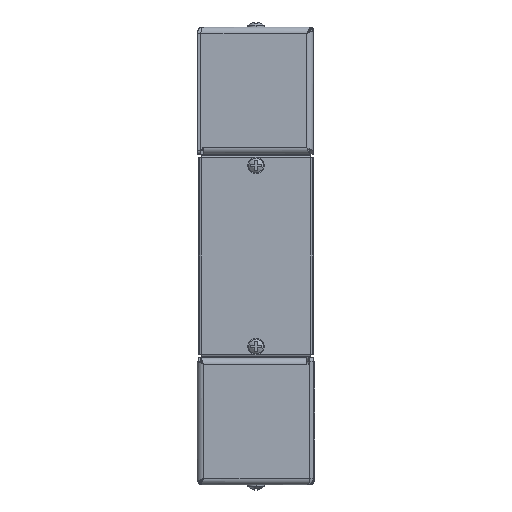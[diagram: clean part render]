
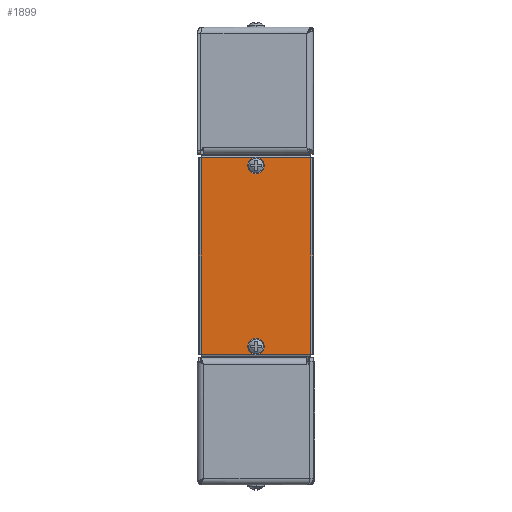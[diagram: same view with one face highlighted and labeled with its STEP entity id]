
A CAD part, left-side view. The second image highlights one B-rep face of the part: STEP entity #1899.
In plain terms, the highlighted face is planar.
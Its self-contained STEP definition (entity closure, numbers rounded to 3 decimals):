
#58 = DIRECTION ( 'NONE',  ( -1., 0., 0. ) ) ;
#135 = CARTESIAN_POINT ( 'NONE',  ( 172., 0., -1. ) ) ;
#278 = ORIENTED_EDGE ( 'NONE', *, *, #8828, .F. ) ;
#407 = ORIENTED_EDGE ( 'NONE', *, *, #1868, .F. ) ;
#449 = AXIS2_PLACEMENT_3D ( 'NONE', #662, #3689, #5257 ) ;
#567 = DIRECTION ( 'NONE',  ( 0., -1., 0. ) ) ;
#622 = PLANE ( 'NONE',  #4995 ) ;
#662 = CARTESIAN_POINT ( 'NONE',  ( 6.9, 48., -1. ) ) ;
#663 = ORIENTED_EDGE ( 'NONE', *, *, #9234, .F. ) ;
#867 = VERTEX_POINT ( 'NONE', #5467 ) ;
#1270 = DIRECTION ( 'NONE',  ( 0., 1., 0. ) ) ;
#1287 = AXIS2_PLACEMENT_3D ( 'NONE', #7153, #7889, #8082 ) ;
#1381 = EDGE_LOOP ( 'NONE', ( #9605, #663 ) ) ;
#1383 = CARTESIAN_POINT ( 'NONE',  ( 0., 0., -1. ) ) ;
#1396 = ORIENTED_EDGE ( 'NONE', *, *, #6301, .F. ) ;
#1479 = EDGE_CURVE ( 'NONE', #1849, #8536, #3615, .T. ) ;
#1650 = CARTESIAN_POINT ( 'NONE',  ( 0., 96., -1. ) ) ;
#1849 = VERTEX_POINT ( 'NONE', #6552 ) ;
#1868 = EDGE_CURVE ( 'NONE', #867, #5943, #2809, .T. ) ;
#1899 = ADVANCED_FACE ( 'NONE', ( #8764, #4382, #7385 ), #622, .T. ) ;
#1971 = LINE ( 'NONE', #3506, #4921 ) ;
#2118 = CARTESIAN_POINT ( 'NONE',  ( 165.1, 48., -1. ) ) ;
#2218 = DIRECTION ( 'NONE',  ( 0., 0., -1. ) ) ;
#2809 = CIRCLE ( 'NONE', #3586, 3.25 ) ;
#2837 = CIRCLE ( 'NONE', #449, 3.25 ) ;
#2921 = CARTESIAN_POINT ( 'NONE',  ( 0., 0., -1. ) ) ;
#3029 = CARTESIAN_POINT ( 'NONE',  ( 168.35, 48., -1. ) ) ;
#3268 = EDGE_LOOP ( 'NONE', ( #278, #7771, #7374, #7572 ) ) ;
#3506 = CARTESIAN_POINT ( 'NONE',  ( 172., 0., -1. ) ) ;
#3586 = AXIS2_PLACEMENT_3D ( 'NONE', #2118, #5861, #8867 ) ;
#3615 = LINE ( 'NONE', #1383, #4211 ) ;
#3653 = DIRECTION ( 'NONE',  ( -1., 0., 0. ) ) ;
#3689 = DIRECTION ( 'NONE',  ( 0., 0., -1. ) ) ;
#3826 = VECTOR ( 'NONE', #58, 1000. ) ;
#3844 = VERTEX_POINT ( 'NONE', #5288 ) ;
#3958 = CARTESIAN_POINT ( 'NONE',  ( 165.1, 48., -1. ) ) ;
#4211 = VECTOR ( 'NONE', #4398, 1000. ) ;
#4382 = FACE_BOUND ( 'NONE', #9076, .T. ) ;
#4398 = DIRECTION ( 'NONE',  ( 1., 0., 0. ) ) ;
#4447 = VECTOR ( 'NONE', #567, 1000. ) ;
#4553 = VERTEX_POINT ( 'NONE', #8295 ) ;
#4651 = CARTESIAN_POINT ( 'NONE',  ( 10.15, 48., -1. ) ) ;
#4657 = EDGE_CURVE ( 'NONE', #4553, #3844, #6819, .T. ) ;
#4667 = VERTEX_POINT ( 'NONE', #4651 ) ;
#4921 = VECTOR ( 'NONE', #1270, 1000. ) ;
#4995 = AXIS2_PLACEMENT_3D ( 'NONE', #2921, #2218, #3653 ) ;
#5257 = DIRECTION ( 'NONE',  ( -1., 0., 0. ) ) ;
#5288 = CARTESIAN_POINT ( 'NONE',  ( 0., 96., -1. ) ) ;
#5467 = CARTESIAN_POINT ( 'NONE',  ( 161.85, 48., -1. ) ) ;
#5518 = CIRCLE ( 'NONE', #5985, 3.25 ) ;
#5550 = CIRCLE ( 'NONE', #1287, 3.25 ) ;
#5861 = DIRECTION ( 'NONE',  ( 0., 0., -1. ) ) ;
#5943 = VERTEX_POINT ( 'NONE', #3029 ) ;
#5985 = AXIS2_PLACEMENT_3D ( 'NONE', #3958, #8429, #8387 ) ;
#6050 = LINE ( 'NONE', #8220, #4447 ) ;
#6301 = EDGE_CURVE ( 'NONE', #5943, #867, #5518, .T. ) ;
#6552 = CARTESIAN_POINT ( 'NONE',  ( 0., 0., -1. ) ) ;
#6819 = LINE ( 'NONE', #1650, #3826 ) ;
#7153 = CARTESIAN_POINT ( 'NONE',  ( 6.9, 48., -1. ) ) ;
#7374 = ORIENTED_EDGE ( 'NONE', *, *, #8647, .F. ) ;
#7385 = FACE_OUTER_BOUND ( 'NONE', #3268, .T. ) ;
#7572 = ORIENTED_EDGE ( 'NONE', *, *, #1479, .F. ) ;
#7771 = ORIENTED_EDGE ( 'NONE', *, *, #4657, .F. ) ;
#7889 = DIRECTION ( 'NONE',  ( 0., 0., -1. ) ) ;
#8009 = VERTEX_POINT ( 'NONE', #9134 ) ;
#8082 = DIRECTION ( 'NONE',  ( -1., 0., 0. ) ) ;
#8220 = CARTESIAN_POINT ( 'NONE',  ( 0., 0., -1. ) ) ;
#8295 = CARTESIAN_POINT ( 'NONE',  ( 172., 96., -1. ) ) ;
#8305 = EDGE_CURVE ( 'NONE', #8009, #4667, #5550, .T. ) ;
#8387 = DIRECTION ( 'NONE',  ( -1., 0., 0. ) ) ;
#8429 = DIRECTION ( 'NONE',  ( 0., 0., -1. ) ) ;
#8536 = VERTEX_POINT ( 'NONE', #135 ) ;
#8647 = EDGE_CURVE ( 'NONE', #8536, #4553, #1971, .T. ) ;
#8764 = FACE_BOUND ( 'NONE', #1381, .T. ) ;
#8828 = EDGE_CURVE ( 'NONE', #3844, #1849, #6050, .T. ) ;
#8867 = DIRECTION ( 'NONE',  ( -1., 0., 0. ) ) ;
#9076 = EDGE_LOOP ( 'NONE', ( #407, #1396 ) ) ;
#9134 = CARTESIAN_POINT ( 'NONE',  ( 3.65, 48., -1. ) ) ;
#9234 = EDGE_CURVE ( 'NONE', #4667, #8009, #2837, .T. ) ;
#9605 = ORIENTED_EDGE ( 'NONE', *, *, #8305, .F. ) ;
